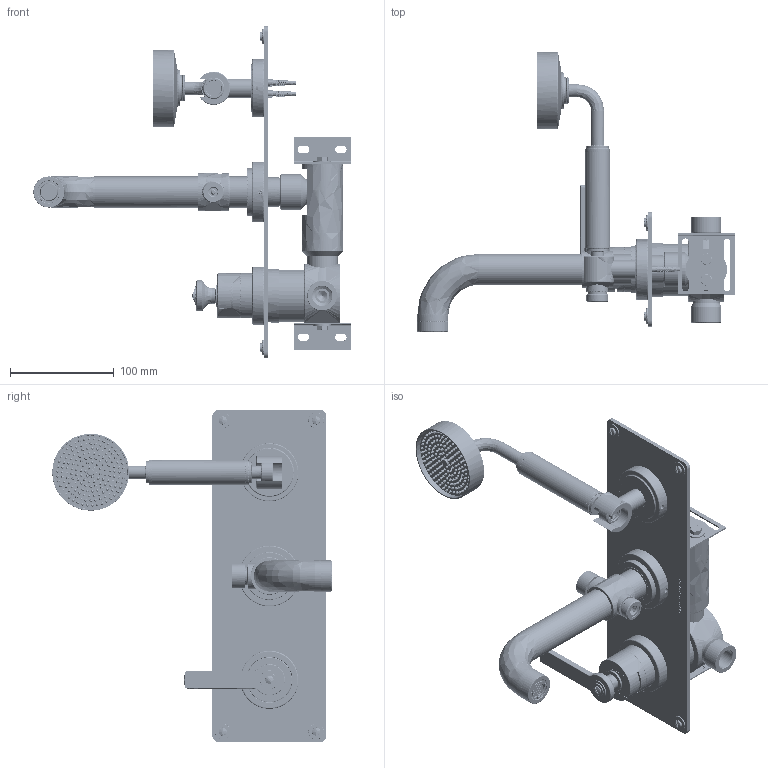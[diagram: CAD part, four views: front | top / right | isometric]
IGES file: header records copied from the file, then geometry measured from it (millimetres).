
Global section: file name: V7K43-2F; native system: Autodesk Inventor 2018; preprocessor: unknown; author: adaniels; date: 20171129.112831; units: millimetre
Bounding box: 305.9 x 269.21 x 320 mm (x, y, z)
Volume: 755608.8 mm3; surface area: 388948.1 mm2
Topology: 83 solids, 95 shells, 4475 faces, 12572 edges, 8753 vertices
Faces by surface type: bspline 4475
